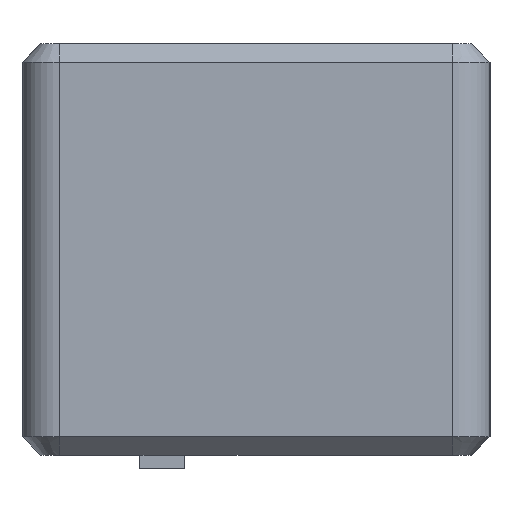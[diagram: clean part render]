
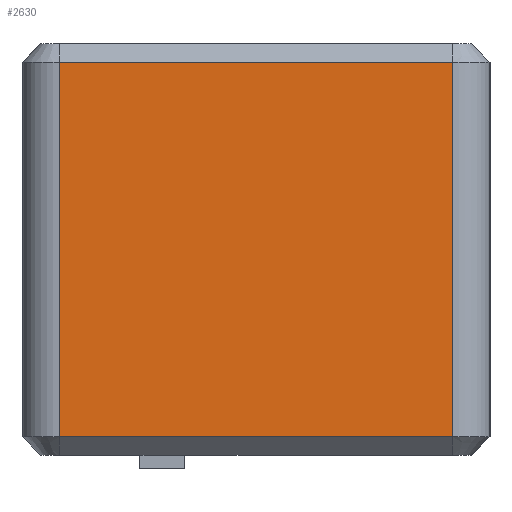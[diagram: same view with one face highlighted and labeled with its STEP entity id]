
A CAD part, left-side view. The second image highlights one B-rep face of the part: STEP entity #2630.
In plain terms, the highlighted planar face has unit normal (-1, 0, 0).
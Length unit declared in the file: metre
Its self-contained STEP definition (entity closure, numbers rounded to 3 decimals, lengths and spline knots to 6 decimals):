
#127=LINE('',#3989,#351);
#128=LINE('',#3992,#352);
#129=LINE('',#3994,#353);
#130=LINE('',#3996,#354);
#351=VECTOR('',#3162,1.);
#352=VECTOR('',#3163,1.);
#353=VECTOR('',#3164,1.);
#354=VECTOR('',#3165,1.);
#700=ORIENTED_EDGE('',*,*,#1472,.F.);
#701=ORIENTED_EDGE('',*,*,#1473,.F.);
#702=ORIENTED_EDGE('',*,*,#1474,.F.);
#703=ORIENTED_EDGE('',*,*,#1475,.F.);
#1472=EDGE_CURVE('',#1858,#1859,#127,.T.);
#1473=EDGE_CURVE('',#1860,#1858,#128,.T.);
#1474=EDGE_CURVE('',#1861,#1860,#129,.F.);
#1475=EDGE_CURVE('',#1859,#1861,#130,.T.);
#1858=VERTEX_POINT('',#3990);
#1859=VERTEX_POINT('',#3991);
#1860=VERTEX_POINT('',#3993);
#1861=VERTEX_POINT('',#3995);
#2127=EDGE_LOOP('',(#700,#701,#702,#703));
#2339=FACE_BOUND('',#2127,.T.);
#2548=PLANE('',#2845);
#2630=ADVANCED_FACE('',(#2339),#2548,.T.);
#2845=AXIS2_PLACEMENT_3D('',#3988,#3160,#3161);
#3160=DIRECTION('',(-1.,0.,0.));
#3161=DIRECTION('',(0.,1.,0.));
#3162=DIRECTION('',(0.,0.,-1.));
#3163=DIRECTION('',(0.,-1.,0.));
#3164=DIRECTION('',(0.,0.,-1.));
#3165=DIRECTION('',(0.,1.,0.));
#3988=CARTESIAN_POINT('',(-0.0991,0.,0.022));
#3989=CARTESIAN_POINT('',(-0.0991,-0.0155,0.));
#3990=CARTESIAN_POINT('',(-0.0991,-0.0155,0.021));
#3991=CARTESIAN_POINT('',(-0.0991,-0.0155,0.001));
#3992=CARTESIAN_POINT('',(-0.0991,0.,0.021));
#3993=CARTESIAN_POINT('',(-0.0991,0.0055,0.021));
#3994=CARTESIAN_POINT('',(-0.0991,0.0055,0.022));
#3995=CARTESIAN_POINT('',(-0.0991,0.0055,0.001));
#3996=CARTESIAN_POINT('',(-0.0991,0.0055,0.001));
